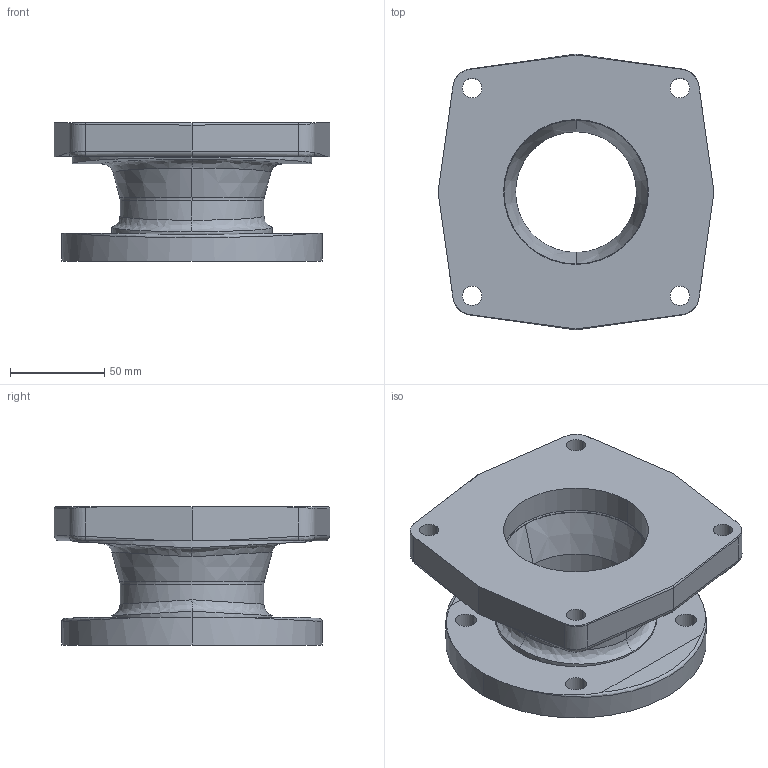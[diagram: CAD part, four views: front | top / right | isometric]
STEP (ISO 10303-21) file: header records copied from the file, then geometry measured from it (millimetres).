
FILE_DESCRIPTION((''),'2;1');
FILE_NAME('C40882','2013-03-26T',('cknei'),(''),'PRO/ENGINEER BY PARAMETRIC TECHNOLOGY CORPORATION, 2011180','PRO/ENGINEER BY PARAMETRIC TECHNOLOGY CORPORATION, 2011180','');
FILE_SCHEMA(('CONFIG_CONTROL_DESIGN'));
Length unit declared in the file: inch
Products named in the file (1): C40882
Bounding box: 146.05 x 146.05 x 73.15 mm (x, y, z)
Volume: 483267.9 mm3; surface area: 94370.2 mm2
Topology: 1 solids, 1 shells, 98 faces, 240 edges, 148 vertices
Faces by surface type: cylinder 54, plane 18, bspline 18, cone 6, torus 2
Entity records: 4422 total; most frequent: CARTESIAN_POINT 2172, ORIENTED_EDGE 480, DIRECTION 424, EDGE_CURVE 240, AXIS2_PLACEMENT_3D 172, VERTEX_POINT 148, EDGE_LOOP 120, FACE_OUTER_BOUND 98
